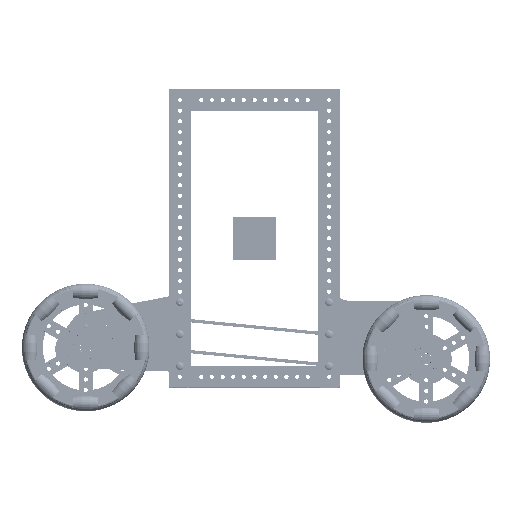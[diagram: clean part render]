
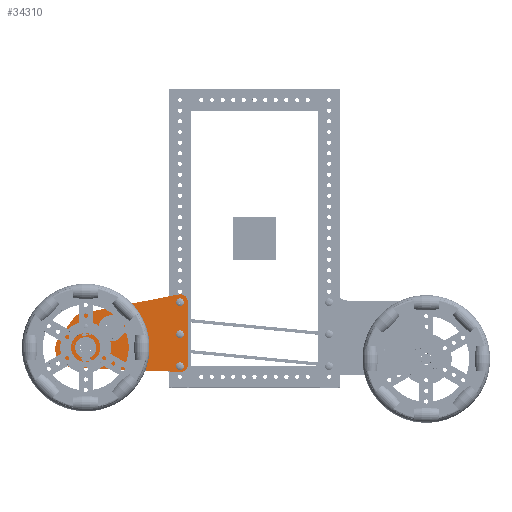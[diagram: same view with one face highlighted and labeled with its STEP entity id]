
A CAD part, top view. The second image highlights one B-rep face of the part: STEP entity #34310.
In plain terms, the highlighted planar face has unit normal (0, 0, 1).
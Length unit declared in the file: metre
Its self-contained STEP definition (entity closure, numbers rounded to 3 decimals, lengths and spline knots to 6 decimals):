
#3382=CIRCLE('',#38056,0.009174);
#3384=CIRCLE('',#38060,0.009545);
#3386=CIRCLE('',#38064,0.015594);
#3387=CIRCLE('',#38067,0.002489);
#3389=CIRCLE('',#38070,0.002489);
#3392=CIRCLE('',#38074,0.022357);
#3393=CIRCLE('',#38076,0.0127);
#3395=CIRCLE('',#38079,0.0127);
#3397=CIRCLE('',#38082,0.002489);
#3399=CIRCLE('',#38085,0.002489);
#3401=CIRCLE('',#38088,0.002489);
#8657=ORIENTED_EDGE('',*,*,#15455,.F.);
#8658=ORIENTED_EDGE('',*,*,#15453,.F.);
#8659=ORIENTED_EDGE('',*,*,#15451,.F.);
#8660=ORIENTED_EDGE('',*,*,#15449,.F.);
#8661=ORIENTED_EDGE('',*,*,#15423,.F.);
#8662=ORIENTED_EDGE('',*,*,#15427,.T.);
#8663=ORIENTED_EDGE('',*,*,#15430,.F.);
#8664=ORIENTED_EDGE('',*,*,#15433,.T.);
#8665=ORIENTED_EDGE('',*,*,#15436,.T.);
#8666=ORIENTED_EDGE('',*,*,#15439,.T.);
#8667=ORIENTED_EDGE('',*,*,#15442,.F.);
#8668=ORIENTED_EDGE('',*,*,#15448,.T.);
#8669=ORIENTED_EDGE('',*,*,#15445,.F.);
#8670=ORIENTED_EDGE('',*,*,#15443,.F.);
#8671=ORIENTED_EDGE('',*,*,#15457,.F.);
#15423=EDGE_CURVE('',#19409,#19410,#21881,.T.);
#15427=EDGE_CURVE('',#19409,#19412,#3382,.T.);
#15430=EDGE_CURVE('',#19414,#19412,#21886,.T.);
#15433=EDGE_CURVE('',#19414,#19416,#3384,.T.);
#15436=EDGE_CURVE('',#19416,#19418,#21890,.T.);
#15439=EDGE_CURVE('',#19418,#19420,#3386,.T.);
#15442=EDGE_CURVE('',#19422,#19420,#21894,.T.);
#15443=EDGE_CURVE('',#19423,#19423,#3387,.T.);
#15445=EDGE_CURVE('',#19425,#19425,#3389,.T.);
#15448=EDGE_CURVE('',#19422,#19410,#3392,.T.);
#15449=EDGE_CURVE('',#19427,#19427,#3393,.T.);
#15451=EDGE_CURVE('',#19429,#19429,#3395,.T.);
#15453=EDGE_CURVE('',#19431,#19431,#3397,.T.);
#15455=EDGE_CURVE('',#19433,#19433,#3399,.T.);
#15457=EDGE_CURVE('',#19435,#19435,#3401,.T.);
#19409=VERTEX_POINT('',#55584);
#19410=VERTEX_POINT('',#55586);
#19412=VERTEX_POINT('',#55592);
#19414=VERTEX_POINT('',#55598);
#19416=VERTEX_POINT('',#55604);
#19418=VERTEX_POINT('',#55610);
#19420=VERTEX_POINT('',#55616);
#19422=VERTEX_POINT('',#55622);
#19423=VERTEX_POINT('',#55626);
#19425=VERTEX_POINT('',#55631);
#19427=VERTEX_POINT('',#55639);
#19429=VERTEX_POINT('',#55644);
#19431=VERTEX_POINT('',#55649);
#19433=VERTEX_POINT('',#55654);
#19435=VERTEX_POINT('',#55659);
#21881=LINE('',#55585,#23667);
#21886=LINE('',#55599,#23672);
#21890=LINE('',#55611,#23676);
#21894=LINE('',#55623,#23680);
#23667=VECTOR('',#45455,1.);
#23672=VECTOR('',#45468,1.);
#23676=VECTOR('',#45480,1.);
#23680=VECTOR('',#45492,1.);
#26907=EDGE_LOOP('',(#8657));
#26908=EDGE_LOOP('',(#8658));
#26909=EDGE_LOOP('',(#8659));
#26910=EDGE_LOOP('',(#8660));
#26911=EDGE_LOOP('',(#8661,#8662,#8663,#8664,#8665,#8666,#8667,#8668));
#26912=EDGE_LOOP('',(#8669));
#26913=EDGE_LOOP('',(#8670));
#26914=EDGE_LOOP('',(#8671));
#30915=FACE_BOUND('',#26907,.T.);
#30916=FACE_BOUND('',#26908,.T.);
#30917=FACE_BOUND('',#26909,.T.);
#30918=FACE_BOUND('',#26910,.T.);
#30919=FACE_BOUND('',#26911,.T.);
#30920=FACE_BOUND('',#26912,.T.);
#30921=FACE_BOUND('',#26913,.T.);
#30922=FACE_BOUND('',#26914,.T.);
#32953=PLANE('',#38090);
#34310=ADVANCED_FACE('',(#30915,#30916,#30917,#30918,#30919,#30920,#30921,
#30922),#32953,.T.);
#38056=AXIS2_PLACEMENT_3D('',#55593,#45462,#45463);
#38060=AXIS2_PLACEMENT_3D('',#55605,#45474,#45475);
#38064=AXIS2_PLACEMENT_3D('',#55617,#45486,#45487);
#38067=AXIS2_PLACEMENT_3D('',#55625,#45495,#45496);
#38070=AXIS2_PLACEMENT_3D('',#55630,#45501,#45502);
#38074=AXIS2_PLACEMENT_3D('',#55636,#45509,#45510);
#38076=AXIS2_PLACEMENT_3D('',#55638,#45513,#45514);
#38079=AXIS2_PLACEMENT_3D('',#55643,#45519,#45520);
#38082=AXIS2_PLACEMENT_3D('',#55648,#45525,#45526);
#38085=AXIS2_PLACEMENT_3D('',#55653,#45531,#45532);
#38088=AXIS2_PLACEMENT_3D('',#55658,#45537,#45538);
#38090=AXIS2_PLACEMENT_3D('',#55662,#45541,#45542);
#45455=DIRECTION('',(-0.999,0.04,0.));
#45462=DIRECTION('',(0.,0.,1.));
#45463=DIRECTION('',(1.,0.,0.));
#45468=DIRECTION('',(0.,-1.,0.));
#45474=DIRECTION('',(0.,0.,1.));
#45475=DIRECTION('',(1.,0.,0.));
#45480=DIRECTION('',(-0.982,-0.19,0.));
#45486=DIRECTION('',(0.,0.,1.));
#45487=DIRECTION('',(1.,0.,0.));
#45492=DIRECTION('',(0.604,0.797,0.));
#45495=DIRECTION('',(0.,0.,1.));
#45496=DIRECTION('',(1.,0.,0.));
#45501=DIRECTION('',(0.,0.,1.));
#45502=DIRECTION('',(1.,0.,0.));
#45509=DIRECTION('',(0.,0.,1.));
#45510=DIRECTION('',(1.,0.,0.));
#45513=DIRECTION('',(0.,0.,1.));
#45514=DIRECTION('',(1.,0.,0.));
#45519=DIRECTION('',(0.,0.,1.));
#45520=DIRECTION('',(1.,0.,0.));
#45525=DIRECTION('',(0.,0.,1.));
#45526=DIRECTION('',(1.,0.,0.));
#45531=DIRECTION('',(0.,0.,1.));
#45532=DIRECTION('',(1.,0.,0.));
#45537=DIRECTION('',(0.,0.,1.));
#45538=DIRECTION('',(1.,0.,0.));
#45541=DIRECTION('',(0.,0.,1.));
#45542=DIRECTION('',(1.,0.,0.));
#55584=CARTESIAN_POINT('',(-0.0889,-0.159206,0.05715));
#55585=CARTESIAN_POINT('',(-0.152591,-0.156629,0.05715));
#55586=CARTESIAN_POINT('',(-0.216282,-0.154051,0.05715));
#55592=CARTESIAN_POINT('',(-0.079355,-0.15004,0.05715));
#55593=CARTESIAN_POINT('',(-0.088529,-0.15004,0.05715));
#55598=CARTESIAN_POINT('',(-0.079355,-0.0762,0.05715));
#55599=CARTESIAN_POINT('',(-0.079355,-0.11312,0.05715));
#55604=CARTESIAN_POINT('',(-0.089282,-0.066663,0.05715));
#55605=CARTESIAN_POINT('',(-0.0889,-0.0762,0.05715));
#55610=CARTESIAN_POINT('',(-0.206225,-0.089249,0.05715));
#55611=CARTESIAN_POINT('',(-0.147754,-0.077956,0.05715));
#55616=CARTESIAN_POINT('',(-0.215692,-0.095136,0.05715));
#55617=CARTESIAN_POINT('',(-0.203268,-0.10456,0.05715));
#55622=CARTESIAN_POINT('',(-0.233189,-0.118201,0.05715));
#55623=CARTESIAN_POINT('',(-0.22444,-0.106668,0.05715));
#55625=CARTESIAN_POINT('',(-0.0889,-0.1143,0.05715));
#55626=CARTESIAN_POINT('',(-0.086411,-0.1143,0.05715));
#55630=CARTESIAN_POINT('',(-0.0889,-0.1524,0.05715));
#55631=CARTESIAN_POINT('',(-0.086411,-0.1524,0.05715));
#55636=CARTESIAN_POINT('',(-0.215378,-0.131712,0.05715));
#55638=CARTESIAN_POINT('',(-0.201323,-0.1303,0.05715));
#55639=CARTESIAN_POINT('',(-0.188623,-0.1303,0.05715));
#55643=CARTESIAN_POINT('',(-0.170861,-0.107248,0.05715));
#55644=CARTESIAN_POINT('',(-0.158161,-0.107248,0.05715));
#55648=CARTESIAN_POINT('',(-0.203268,-0.10456,0.05715));
#55649=CARTESIAN_POINT('',(-0.200779,-0.10456,0.05715));
#55653=CARTESIAN_POINT('',(-0.140881,-0.10456,0.05715));
#55654=CARTESIAN_POINT('',(-0.138391,-0.10456,0.05715));
#55658=CARTESIAN_POINT('',(-0.0889,-0.0762,0.05715));
#55659=CARTESIAN_POINT('',(-0.086411,-0.0762,0.05715));
#55662=CARTESIAN_POINT('',(-0.156967,0.,0.05715));
